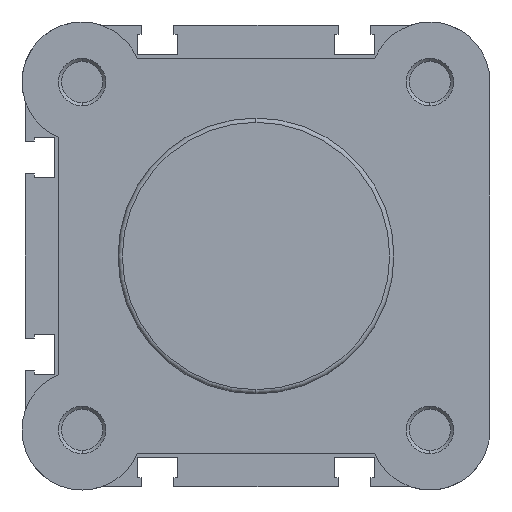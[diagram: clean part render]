
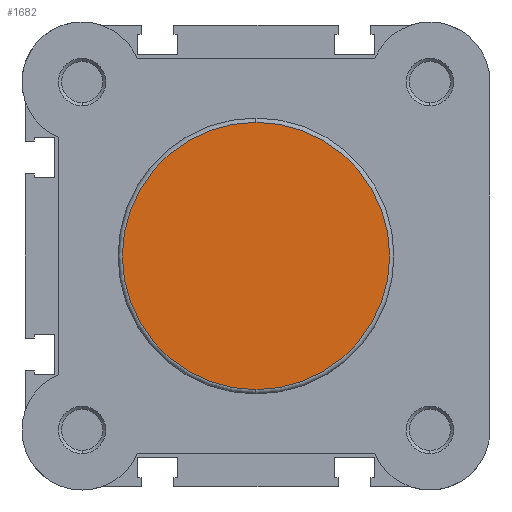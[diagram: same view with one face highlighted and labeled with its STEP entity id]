
A CAD part, left-side view. The second image highlights one B-rep face of the part: STEP entity #1682.
In plain terms, the highlighted planar face has unit normal (-1, 0, 0).
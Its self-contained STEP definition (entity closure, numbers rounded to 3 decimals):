
#570 = ORIENTED_EDGE ( 'NONE', *, *, #1938, .T. ) ;
#571 = ORIENTED_EDGE ( 'NONE', *, *, #2167, .T. ) ;
#1273 = EDGE_LOOP ( 'NONE', ( #570, #571 ) ) ;
#1682 = ADVANCED_FACE ( 'NONE', ( #5733 ), #2705, .F. ) ;
#1938 = EDGE_CURVE ( 'NONE', #5517, #5349, #6225, .T. ) ;
#2167 = EDGE_CURVE ( 'NONE', #5349, #5517, #6527, .T. ) ;
#2430 = AXIS2_PLACEMENT_3D ( 'NONE', #2771, #2780, #2781 ) ;
#2515 = AXIS2_PLACEMENT_3D ( 'NONE', #3433, #3434, #3435 ) ;
#2640 = AXIS2_PLACEMENT_3D ( 'NONE', #4114, #4115, #4116 ) ;
#2705 = PLANE ( 'NONE',  #2430 ) ;
#2771 = CARTESIAN_POINT ( 'NONE',  ( 0., 22.4, 0. ) ) ;
#2780 = DIRECTION ( 'NONE',  ( 1., 0., 0. ) ) ;
#2781 = DIRECTION ( 'NONE',  ( 0., 0., -1. ) ) ;
#3433 = CARTESIAN_POINT ( 'NONE',  ( 0., 0., 0. ) ) ;
#3434 = DIRECTION ( 'NONE',  ( -1., 0., 0. ) ) ;
#3435 = DIRECTION ( 'NONE',  ( 0., 0., -1. ) ) ;
#4114 = CARTESIAN_POINT ( 'NONE',  ( 0., 0., 0. ) ) ;
#4115 = DIRECTION ( 'NONE',  ( -1., 0., 0. ) ) ;
#4116 = DIRECTION ( 'NONE',  ( 0., 0., -1. ) ) ;
#4534 = CARTESIAN_POINT ( 'NONE',  ( 0., 0., 21.7 ) ) ;
#4568 = CARTESIAN_POINT ( 'NONE',  ( 0., 0., -21.7 ) ) ;
#5349 = VERTEX_POINT ( 'NONE', #4534 ) ;
#5517 = VERTEX_POINT ( 'NONE', #4568 ) ;
#5733 = FACE_OUTER_BOUND ( 'NONE', #1273, .T. ) ;
#6225 = CIRCLE ( 'NONE', #2515, 21.7 ) ;
#6527 = CIRCLE ( 'NONE', #2640, 21.7 ) ;
